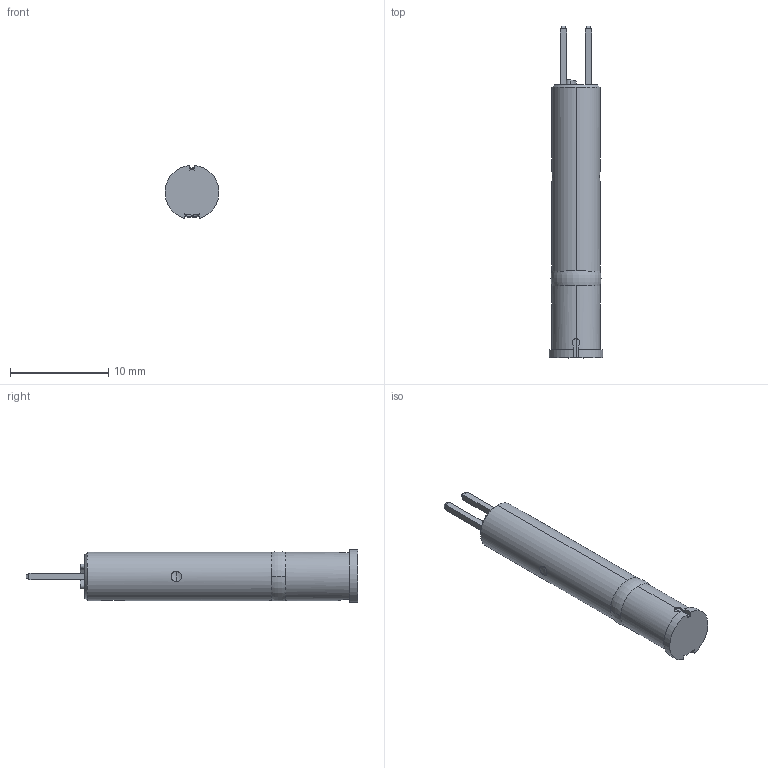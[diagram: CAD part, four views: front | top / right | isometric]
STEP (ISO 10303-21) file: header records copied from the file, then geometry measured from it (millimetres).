
FILE_DESCRIPTION (( 'STEP AP214' ), '1' );
FILE_NAME ('INGUN_114374.STEP', '2023-11-16T14:13:29', ( '' ), ( '' ), 'SwSTEP 2.0', 'SolidWorks 2021', '' );
FILE_SCHEMA (( 'AUTOMOTIVE_DESIGN' ));
Length unit declared in the file: millimetre
Products named in the file (1): INGUN_114374
Bounding box: 5.48 x 33.8 x 5.38 mm (x, y, z)
Surface area: 556.1 mm2 (no closed solid volume)
Topology: 0 solids, 2 shells, 70 faces, 221 edges, 156 vertices
Faces by surface type: plane 33, bspline 21, cylinder 14, torus 2
Entity records: 4277 total; most frequent: CARTESIAN_POINT 2545, ORIENTED_EDGE 432, DIRECTION 223, EDGE_CURVE 217, VERTEX_POINT 156, B_SPLINE_CURVE_WITH_KNOTS 115, VECTOR 81, LINE 81
